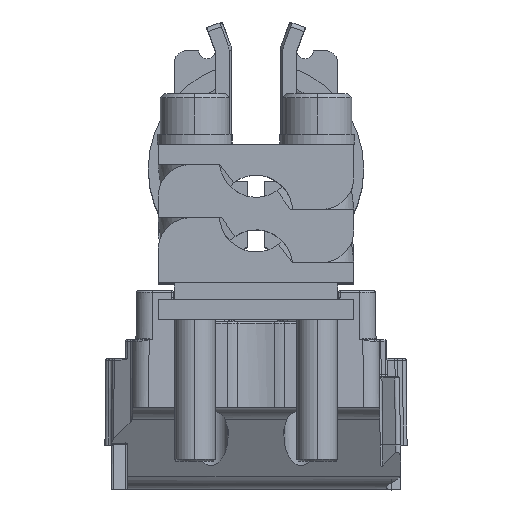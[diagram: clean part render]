
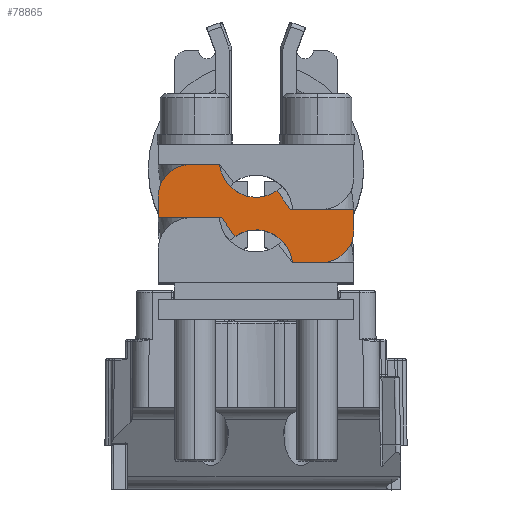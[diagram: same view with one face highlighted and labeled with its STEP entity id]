
A CAD part, top view. The second image highlights one B-rep face of the part: STEP entity #78865.
In plain terms, the highlighted planar face has unit normal (0, 0, 1).
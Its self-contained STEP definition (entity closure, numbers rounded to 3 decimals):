
#77776=CARTESIAN_POINT('',(-8.,2.,7.5));
#77777=DIRECTION('',(0.,0.,-1.));
#77778=DIRECTION('',(-1.,0.,0.));
#77779=AXIS2_PLACEMENT_3D('',#77776,#77777,#77778);
#77784=CARTESIAN_POINT('',(0.,6.5,7.5));
#77785=DIRECTION('',(0.,0.,1.));
#77786=DIRECTION('',(-0.994,-0.111,0.));
#77787=AXIS2_PLACEMENT_3D('',#77784,#77785,#77786);
#77792=DIRECTION('',(0.574,-0.819,0.));
#77793=VECTOR('',#77792,2.825);
#77794=CARTESIAN_POINT('',(2.581,2.814,7.5));
#77795=LINE('',#77794,#77793);
#77799=CARTESIAN_POINT('',(8.,-2.,7.5));
#77800=DIRECTION('',(0.,0.,-1.));
#77801=DIRECTION('',(1.,0.,0.));
#77802=AXIS2_PLACEMENT_3D('',#77799,#77800,#77801);
#77807=CARTESIAN_POINT('',(0.,-6.5,7.5));
#77808=DIRECTION('',(0.,0.,1.));
#77809=DIRECTION('',(0.994,0.111,0.));
#77810=AXIS2_PLACEMENT_3D('',#77807,#77808,#77809);
#77815=DIRECTION('',(-0.574,0.819,0.));
#77816=VECTOR('',#77815,2.825);
#77817=CARTESIAN_POINT('',(-2.581,-2.814,7.5));
#77818=LINE('',#77817,#77816);
#77822=DIRECTION('',(-1.,0.,0.));
#77823=VECTOR('',#77822,7.799);
#77824=CARTESIAN_POINT('',(-4.201,-0.5,7.5));
#77825=LINE('',#77824,#77823);
#77850=DIRECTION('',(0.,-1.,0.));
#77851=VECTOR('',#77850,2.5);
#77852=CARTESIAN_POINT('',(-12.,2.,7.5));
#77853=LINE('',#77852,#77851);
#78098=DIRECTION('',(1.,0.,0.));
#78099=VECTOR('',#78098,3.528);
#78100=CARTESIAN_POINT('',(4.472,-6.,7.5));
#78101=LINE('',#78100,#78099);
#78119=DIRECTION('',(0.,1.,0.));
#78120=VECTOR('',#78119,2.5);
#78121=CARTESIAN_POINT('',(12.,-2.,7.5));
#78122=LINE('',#78121,#78120);
#78162=DIRECTION('',(-1.,0.,0.));
#78163=VECTOR('',#78162,7.799);
#78164=CARTESIAN_POINT('',(12.,0.5,7.5));
#78165=LINE('',#78164,#78163);
#78491=DIRECTION('',(-1.,0.,0.));
#78492=VECTOR('',#78491,3.528);
#78493=CARTESIAN_POINT('',(-4.472,6.,7.5));
#78494=LINE('',#78493,#78492);
#78633=CARTESIAN_POINT('',(-4.201,-0.5,7.5));
#78635=VERTEX_POINT('',#78633);
#78640=CARTESIAN_POINT('',(-12.,-0.5,7.5));
#78641=VERTEX_POINT('',#78640);
#78642=CARTESIAN_POINT('',(-2.581,-2.814,7.5));
#78643=VERTEX_POINT('',#78642);
#78646=CARTESIAN_POINT('',(-12.,2.,7.5));
#78647=CARTESIAN_POINT('',(-8.,6.,7.5));
#78648=VERTEX_POINT('',#78646);
#78649=VERTEX_POINT('',#78647);
#78650=CARTESIAN_POINT('',(-4.472,6.,7.5));
#78651=VERTEX_POINT('',#78650);
#78652=CARTESIAN_POINT('',(2.581,2.814,7.5));
#78653=VERTEX_POINT('',#78652);
#78654=CARTESIAN_POINT('',(4.201,0.5,7.5));
#78655=VERTEX_POINT('',#78654);
#78656=CARTESIAN_POINT('',(12.,0.5,7.5));
#78657=VERTEX_POINT('',#78656);
#78658=CARTESIAN_POINT('',(12.,-2.,7.5));
#78659=VERTEX_POINT('',#78658);
#78660=CARTESIAN_POINT('',(8.,-6.,7.5));
#78661=VERTEX_POINT('',#78660);
#78662=CARTESIAN_POINT('',(4.472,-6.,7.5));
#78663=VERTEX_POINT('',#78662);
#78836=CARTESIAN_POINT('',(-12.,-0.5,7.5));
#78837=DIRECTION('',(0.,0.,1.));
#78838=DIRECTION('',(1.,0.,0.));
#78839=AXIS2_PLACEMENT_3D('',#78836,#78837,#78838);
#78840=PLANE('',#78839);
#78842=ORIENTED_EDGE('',*,*,#78841,.T.);
#78844=ORIENTED_EDGE('',*,*,#78843,.F.);
#78846=ORIENTED_EDGE('',*,*,#78845,.T.);
#78848=ORIENTED_EDGE('',*,*,#78847,.T.);
#78850=ORIENTED_EDGE('',*,*,#78849,.F.);
#78852=ORIENTED_EDGE('',*,*,#78851,.F.);
#78854=ORIENTED_EDGE('',*,*,#78853,.T.);
#78856=ORIENTED_EDGE('',*,*,#78855,.F.);
#78858=ORIENTED_EDGE('',*,*,#78857,.T.);
#78859=ORIENTED_EDGE('',*,*,#78820,.T.);
#78860=ORIENTED_EDGE('',*,*,#78802,.T.);
#78862=ORIENTED_EDGE('',*,*,#78861,.F.);
#78863=EDGE_LOOP('',(#78842,#78844,#78846,#78848,#78850,#78852,#78854,#78856,
#78858,#78859,#78860,#78862));
#78864=FACE_OUTER_BOUND('',#78863,.F.);
#77780=CIRCLE('',#77779,4.);
#77788=CIRCLE('',#77787,4.5);
#77803=CIRCLE('',#77802,4.);
#77811=CIRCLE('',#77810,4.5);
#78802=EDGE_CURVE('',#78635,#78641,#77825,.T.);
#78820=EDGE_CURVE('',#78643,#78635,#77818,.T.);
#78841=EDGE_CURVE('',#78648,#78649,#77780,.T.);
#78843=EDGE_CURVE('',#78651,#78649,#78494,.T.);
#78845=EDGE_CURVE('',#78651,#78653,#77788,.T.);
#78847=EDGE_CURVE('',#78653,#78655,#77795,.T.);
#78849=EDGE_CURVE('',#78657,#78655,#78165,.T.);
#78851=EDGE_CURVE('',#78659,#78657,#78122,.T.);
#78853=EDGE_CURVE('',#78659,#78661,#77803,.T.);
#78855=EDGE_CURVE('',#78663,#78661,#78101,.T.);
#78857=EDGE_CURVE('',#78663,#78643,#77811,.T.);
#78861=EDGE_CURVE('',#78648,#78641,#77853,.T.);
#78865=ADVANCED_FACE('',(#78864),#78840,.T.);
